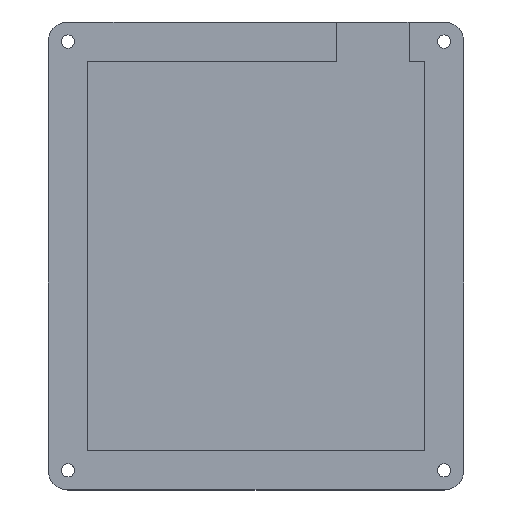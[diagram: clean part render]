
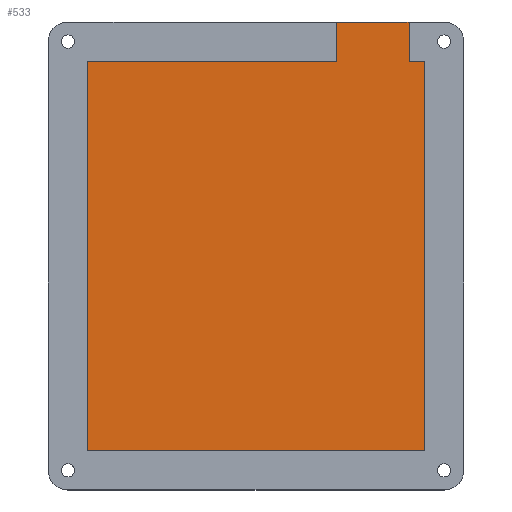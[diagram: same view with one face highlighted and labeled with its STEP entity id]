
A CAD part, top view. The second image highlights one B-rep face of the part: STEP entity #533.
In plain terms, the highlighted planar face has unit normal (0, 0, 1).
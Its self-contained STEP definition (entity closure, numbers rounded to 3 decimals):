
#83=FACE_OUTER_BOUND('',#117,.T.);
#117=EDGE_LOOP('',(#451,#452,#453,#454,#455,#456,#457,#458));
#136=LINE('',#775,#184);
#144=LINE('',#792,#192);
#148=LINE('',#798,#196);
#151=LINE('',#804,#199);
#159=LINE('',#836,#207);
#161=LINE('',#840,#209);
#168=LINE('',#869,#216);
#169=LINE('',#871,#217);
#184=VECTOR('',#616,10.);
#192=VECTOR('',#626,10.);
#196=VECTOR('',#632,10.);
#199=VECTOR('',#637,10.);
#207=VECTOR('',#665,10.);
#209=VECTOR('',#669,10.);
#216=VECTOR('',#702,10.);
#217=VECTOR('',#705,10.);
#232=VERTEX_POINT('',#772);
#233=VERTEX_POINT('',#774);
#240=VERTEX_POINT('',#789);
#241=VERTEX_POINT('',#791);
#244=VERTEX_POINT('',#802);
#258=VERTEX_POINT('',#835);
#259=VERTEX_POINT('',#839);
#268=VERTEX_POINT('',#867);
#280=EDGE_CURVE('',#232,#233,#136,.T.);
#288=EDGE_CURVE('',#241,#240,#144,.T.);
#292=EDGE_CURVE('',#233,#240,#148,.T.);
#295=EDGE_CURVE('',#244,#232,#151,.T.);
#311=EDGE_CURVE('',#258,#241,#159,.T.);
#313=EDGE_CURVE('',#259,#258,#161,.T.);
#328=EDGE_CURVE('',#244,#268,#168,.T.);
#329=EDGE_CURVE('',#268,#259,#169,.T.);
#451=ORIENTED_EDGE('',*,*,#313,.T.);
#452=ORIENTED_EDGE('',*,*,#311,.T.);
#453=ORIENTED_EDGE('',*,*,#288,.T.);
#454=ORIENTED_EDGE('',*,*,#292,.F.);
#455=ORIENTED_EDGE('',*,*,#280,.F.);
#456=ORIENTED_EDGE('',*,*,#295,.F.);
#457=ORIENTED_EDGE('',*,*,#328,.T.);
#458=ORIENTED_EDGE('',*,*,#329,.T.);
#507=PLANE('',#597);
#533=ADVANCED_FACE('',(#83),#507,.T.);
#597=AXIS2_PLACEMENT_3D('',#898,#737,#738);
#616=DIRECTION('',(1.,0.,0.));
#626=DIRECTION('',(-1.,0.,0.));
#632=DIRECTION('',(0.,-1.,0.));
#637=DIRECTION('',(0.,1.,0.));
#665=DIRECTION('',(0.,1.,0.));
#669=DIRECTION('',(1.,0.,0.));
#702=DIRECTION('',(-1.,0.,0.));
#705=DIRECTION('',(0.,-1.,0.));
#737=DIRECTION('center_axis',(0.,0.,1.));
#738=DIRECTION('ref_axis',(1.,0.,0.));
#772=CARTESIAN_POINT('',(63.544,10.,3.));
#774=CARTESIAN_POINT('',(82.044,10.,3.));
#775=CARTESIAN_POINT('',(81.897,10.,3.));
#789=CARTESIAN_POINT('',(82.044,0.,3.));
#791=CARTESIAN_POINT('',(86.,0.,3.));
#792=CARTESIAN_POINT('',(0.,0.,3.));
#798=CARTESIAN_POINT('',(82.044,0.,3.));
#802=CARTESIAN_POINT('',(63.544,0.,3.));
#804=CARTESIAN_POINT('',(63.544,10.,3.));
#835=CARTESIAN_POINT('',(86.,-99.4,3.));
#836=CARTESIAN_POINT('',(86.,0.,3.));
#839=CARTESIAN_POINT('',(0.,-99.4,3.));
#840=CARTESIAN_POINT('',(86.,-99.4,3.));
#867=CARTESIAN_POINT('',(0.,0.,3.));
#869=CARTESIAN_POINT('',(0.,0.,3.));
#871=CARTESIAN_POINT('',(0.,-99.4,3.));
#898=CARTESIAN_POINT('Origin',(43.,-49.7,3.));
